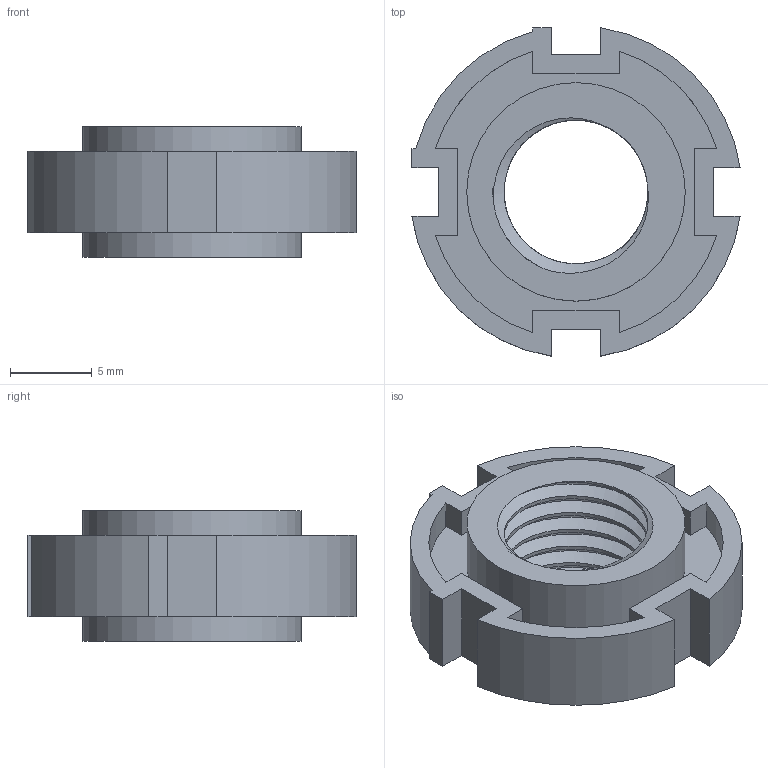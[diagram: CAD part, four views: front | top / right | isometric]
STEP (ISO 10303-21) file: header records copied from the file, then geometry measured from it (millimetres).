
FILE_DESCRIPTION(/* description */ (''),/* implementation_level */ '2;1');
FILE_NAME(/* name */ '90000 v10.step',/* time_stamp */ '2022-07-17T13:58:55-07:00',/* author */ (''),/* organization */ (''),/* preprocessor_version */ 'ST-DEVELOPER v19',/* originating_system */ 'Autodesk Translation Framework v11.7.0.108',/* authorisation */ '');
FILE_SCHEMA (('AUTOMOTIVE_DESIGN { 1 0 10303 214 3 1 1 }'));
Length unit declared in the file: millimetre
Products named in the file (1): ShaftCollar-TK156-005-CoolScan-8000/90000
Bounding box: 20.06 x 20.06 x 8 mm (x, y, z)
Volume: 1089.5 mm3; surface area: 1748.3 mm2
Topology: 1 solids, 1 shells, 77 faces, 213 edges, 142 vertices
Faces by surface type: plane 46, cylinder 29, bspline 2
Full cylindrical faces by diameter (mm): 8.78 x4, 10.17 x5, 13.35 x2
Entity records: 3979 total; most frequent: CARTESIAN_POINT 2003, ORIENTED_EDGE 426, DIRECTION 363, EDGE_CURVE 213, LINE 147, VECTOR 147, VERTEX_POINT 142, AXIS2_PLACEMENT_3D 108
